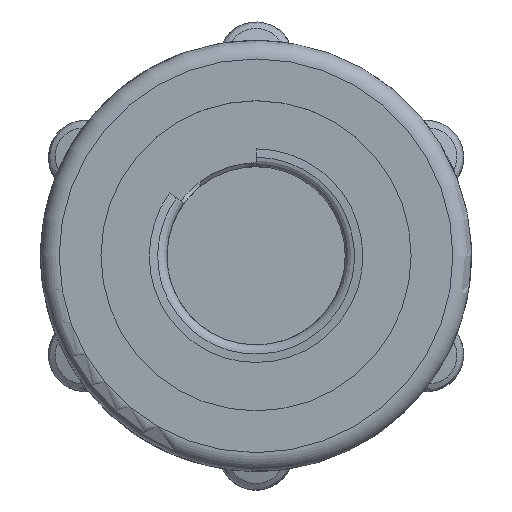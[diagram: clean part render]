
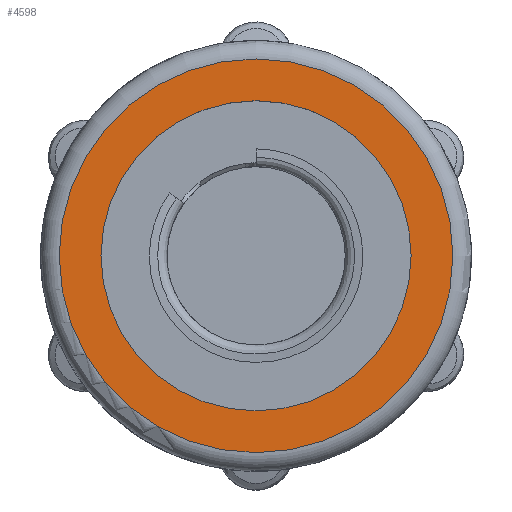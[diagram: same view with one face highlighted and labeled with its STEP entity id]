
A CAD part, top view. The second image highlights one B-rep face of the part: STEP entity #4598.
In plain terms, the highlighted planar face has unit normal (0, 0, 1).
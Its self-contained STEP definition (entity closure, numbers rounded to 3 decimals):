
#138=PLANE('',#4921);
#288=CIRCLE('',#4917,10.6);
#290=CIRCLE('',#4919,10.6);
#291=CIRCLE('',#4922,8.35);
#292=CIRCLE('',#4923,8.35);
#330=FACE_BOUND('',#907,.T.);
#630=FACE_OUTER_BOUND('',#906,.T.);
#906=EDGE_LOOP('',(#4120,#4121));
#907=EDGE_LOOP('',(#4122,#4123));
#2167=VERTEX_POINT('',#10636);
#2168=VERTEX_POINT('',#10637);
#2169=VERTEX_POINT('',#10643);
#2170=VERTEX_POINT('',#10644);
#2838=EDGE_CURVE('',#2167,#2168,#288,.T.);
#2840=EDGE_CURVE('',#2168,#2167,#290,.T.);
#2841=EDGE_CURVE('',#2169,#2170,#291,.T.);
#2842=EDGE_CURVE('',#2170,#2169,#292,.T.);
#4120=ORIENTED_EDGE('',*,*,#2838,.F.);
#4121=ORIENTED_EDGE('',*,*,#2840,.F.);
#4122=ORIENTED_EDGE('',*,*,#2841,.F.);
#4123=ORIENTED_EDGE('',*,*,#2842,.F.);
#4598=ADVANCED_FACE('',(#630,#330),#138,.T.);
#4917=AXIS2_PLACEMENT_3D('',#10638,#5792,#5793);
#4919=AXIS2_PLACEMENT_3D('',#10640,#5796,#5797);
#4921=AXIS2_PLACEMENT_3D('',#10642,#5800,#5801);
#4922=AXIS2_PLACEMENT_3D('',#10645,#5802,#5803);
#4923=AXIS2_PLACEMENT_3D('',#10646,#5804,#5805);
#5792=DIRECTION('center_axis',(0.,0.,-1.));
#5793=DIRECTION('ref_axis',(-1.,0.,0.));
#5796=DIRECTION('center_axis',(0.,0.,-1.));
#5797=DIRECTION('ref_axis',(-1.,0.,0.));
#5800=DIRECTION('center_axis',(0.,0.,1.));
#5801=DIRECTION('ref_axis',(1.,0.,0.));
#5802=DIRECTION('center_axis',(0.,0.,1.));
#5803=DIRECTION('ref_axis',(1.,0.,0.));
#5804=DIRECTION('center_axis',(0.,0.,1.));
#5805=DIRECTION('ref_axis',(1.,0.,0.));
#10636=CARTESIAN_POINT('',(10.6,0.,1.));
#10637=CARTESIAN_POINT('',(-10.6,0.,1.));
#10638=CARTESIAN_POINT('Origin',(0.,0.,1.));
#10640=CARTESIAN_POINT('Origin',(0.,0.,1.));
#10642=CARTESIAN_POINT('Origin',(8.35,0.,1.));
#10643=CARTESIAN_POINT('',(8.35,0.,1.));
#10644=CARTESIAN_POINT('',(-8.35,0.,1.));
#10645=CARTESIAN_POINT('Origin',(0.,0.,1.));
#10646=CARTESIAN_POINT('Origin',(0.,0.,1.));
